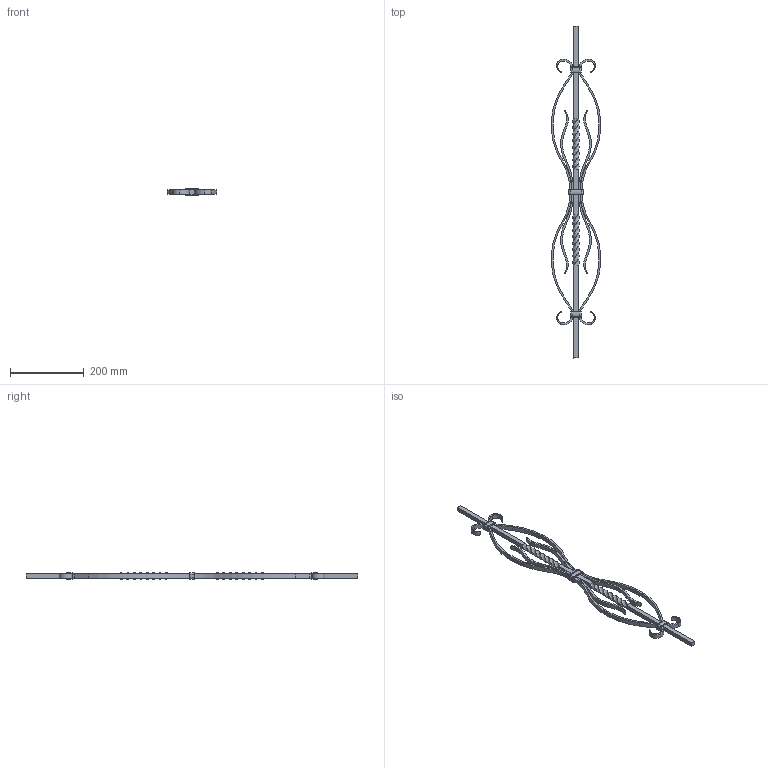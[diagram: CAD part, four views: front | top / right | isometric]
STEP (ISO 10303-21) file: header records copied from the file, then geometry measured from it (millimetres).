
FILE_DESCRIPTION (( 'STEP AP203' ), '1' );
FILE_NAME ('1229.step', '2023-06-19T12:49:39', ( '' ), ( '' ), 'SwSTEP 2.0', 'SolidWorks 2018', '' );
FILE_SCHEMA (( 'CONFIG_CONTROL_DESIGN' ));
Length unit declared in the file: millimetre
Products named in the file (1): 1229
Bounding box: 133.81 x 900 x 18 mm (x, y, z)
Volume: 293391.1 mm3; surface area: 143729.5 mm2
Topology: 10 solids, 10 shells, 797 faces, 1770 edges, 1004 vertices
Faces by surface type: plane 337, cylinder 239, bspline 113, torus 108
Entity records: 27816 total; most frequent: CARTESIAN_POINT 10817, ORIENTED_EDGE 3540, DIRECTION 3409, EDGE_CURVE 1770, AXIS2_PLACEMENT_3D 1224, VERTEX_POINT 1004, LINE 961, VECTOR 961
